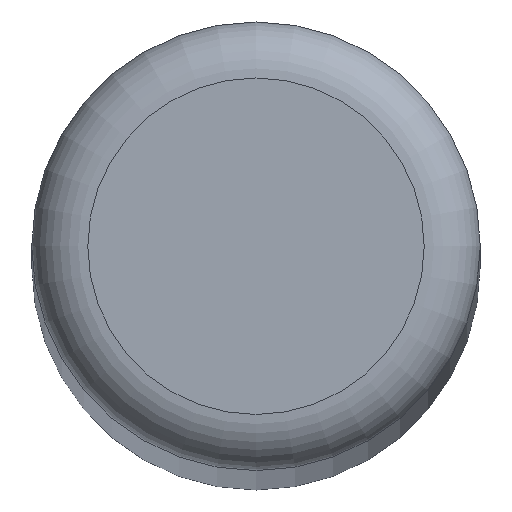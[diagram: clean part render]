
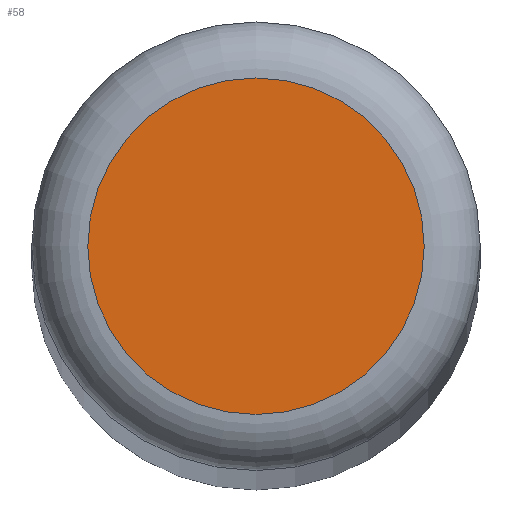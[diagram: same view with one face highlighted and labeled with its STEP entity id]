
A CAD part, top view. The second image highlights one B-rep face of the part: STEP entity #58.
In plain terms, the highlighted planar face has unit normal (0, 0, 1).
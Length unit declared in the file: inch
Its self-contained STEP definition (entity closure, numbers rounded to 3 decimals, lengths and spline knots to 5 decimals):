
#14=PLANE($,#70);
#23=FACE_OUTER_BOUND($,#31,.T.);
#31=EDGE_LOOP($,(#51));
#35=CIRCLE($,#69,0.11811);
#39=VERTEX_POINT($,#102);
#43=EDGE_CURVE($,#39,#39,#35,.T.);
#51=ORIENTED_EDGE($,*,*,#43,.F.);
#58=ADVANCED_FACE($,(#23),#14,.F.);
#69=AXIS2_PLACEMENT_3D($,#103,#87,#88);
#70=AXIS2_PLACEMENT_3D($,#104,#89,#90);
#87=DIRECTION('center_axis',(0.,0.,-1.));
#88=DIRECTION('ref_axis',(-1.,0.,0.));
#89=DIRECTION('center_axis',(0.,0.,-1.));
#90=DIRECTION('ref_axis',(-1.,0.,0.));
#102=CARTESIAN_POINT('',(0.11811,0.,7.87402));
#103=CARTESIAN_POINT('Origin',(0.,0.,7.87402));
#104=CARTESIAN_POINT('Origin',(0.,0.,7.87402));
